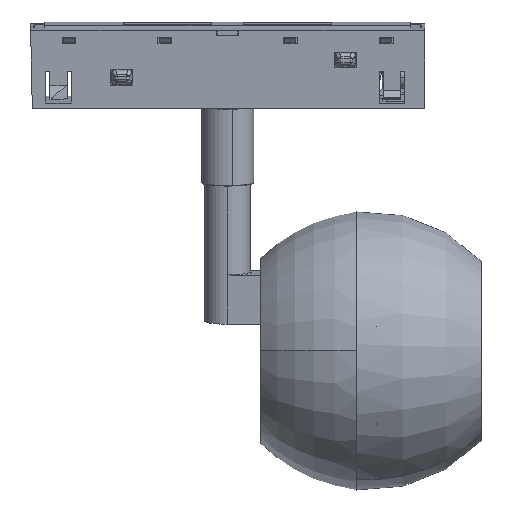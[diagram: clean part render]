
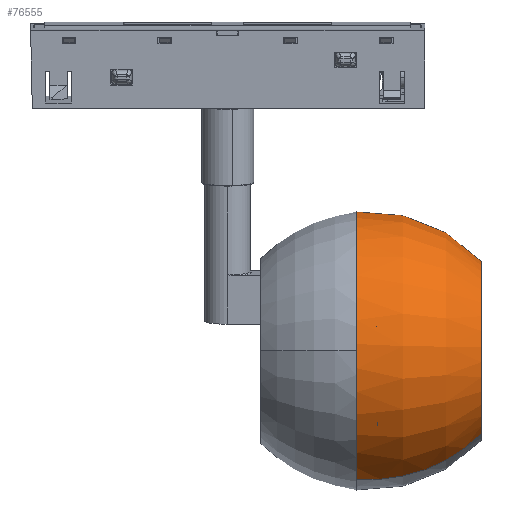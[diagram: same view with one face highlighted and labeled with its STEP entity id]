
A CAD part, left-side view. The second image highlights one B-rep face of the part: STEP entity #76555.
In plain terms, the highlighted toroidal (fillet/blend) face has major radius 2.95 mm and minor radius 43 mm.
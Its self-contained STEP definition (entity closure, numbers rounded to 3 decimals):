
#5927 = CIRCLE ( 'NONE', #21632, 43. ) ;
#7189 = DIRECTION ( 'NONE',  ( 0., 0., -1. ) ) ;
#15152 = VERTEX_POINT ( 'NONE', #22177 ) ;
#16972 = AXIS2_PLACEMENT_3D ( 'NONE', #51129, #7189, #58422 ) ;
#18354 = CARTESIAN_POINT ( 'NONE',  ( 2.95, 0., -34.313 ) ) ;
#18709 = CARTESIAN_POINT ( 'NONE',  ( -2.95, 0., -34.313 ) ) ;
#19505 = DIRECTION ( 'NONE',  ( 0., 0., -1. ) ) ;
#21632 = AXIS2_PLACEMENT_3D ( 'NONE', #18709, #69854, #26077 ) ;
#22177 = CARTESIAN_POINT ( 'NONE',  ( -25.65, 0., -2.203 ) ) ;
#23942 = ORIENTED_EDGE ( 'NONE', *, *, #52360, .F. ) ;
#25724 = DIRECTION ( 'NONE',  ( 0., 0., -1. ) ) ;
#26077 = DIRECTION ( 'NONE',  ( -1., 0., 0. ) ) ;
#29317 = CARTESIAN_POINT ( 'NONE',  ( 25.65, 0., -2.203 ) ) ;
#30125 = CARTESIAN_POINT ( 'NONE',  ( -39.9, 0., -37.903 ) ) ;
#33247 = ORIENTED_EDGE ( 'NONE', *, *, #43968, .T. ) ;
#33724 = CIRCLE ( 'NONE', #16972, 39.9 ) ;
#34834 = EDGE_CURVE ( 'NONE', #90509, #54753, #33724, .T. ) ;
#38326 = FACE_OUTER_BOUND ( 'NONE', #76855, .T. ) ;
#42376 = CARTESIAN_POINT ( 'NONE',  ( 0., 0., -2.203 ) ) ;
#43968 = EDGE_CURVE ( 'NONE', #88885, #15152, #58035, .T. ) ;
#48991 = DIRECTION ( 'NONE',  ( -1., 0., 0. ) ) ;
#49714 = DIRECTION ( 'NONE',  ( -1., 0., 0. ) ) ;
#51129 = CARTESIAN_POINT ( 'NONE',  ( 0., 0., -37.903 ) ) ;
#52360 = EDGE_CURVE ( 'NONE', #88885, #90509, #5927, .T. ) ;
#54753 = VERTEX_POINT ( 'NONE', #30125 ) ;
#58035 = CIRCLE ( 'NONE', #74432, 25.65 ) ;
#58422 = DIRECTION ( 'NONE',  ( -1., 0., 0. ) ) ;
#59002 = ORIENTED_EDGE ( 'NONE', *, *, #34834, .F. ) ;
#59006 = EDGE_CURVE ( 'NONE', #15152, #54753, #82281, .T. ) ;
#59536 = ORIENTED_EDGE ( 'NONE', *, *, #59006, .T. ) ;
#69488 = DIRECTION ( 'NONE',  ( 0., -1., 0. ) ) ;
#69794 = AXIS2_PLACEMENT_3D ( 'NONE', #18354, #69488, #25724 ) ;
#69854 = DIRECTION ( 'NONE',  ( 0., 1., 0. ) ) ;
#74432 = AXIS2_PLACEMENT_3D ( 'NONE', #42376, #93269, #49714 ) ;
#76555 = ADVANCED_FACE ( 'NONE', ( #38326 ), #91850, .T. ) ;
#76855 = EDGE_LOOP ( 'NONE', ( #23942, #33247, #59536, #59002 ) ) ;
#82281 = CIRCLE ( 'NONE', #69794, 43. ) ;
#82607 = AXIS2_PLACEMENT_3D ( 'NONE', #92547, #19505, #48991 ) ;
#84342 = CARTESIAN_POINT ( 'NONE',  ( 39.9, 0., -37.903 ) ) ;
#88885 = VERTEX_POINT ( 'NONE', #29317 ) ;
#90509 = VERTEX_POINT ( 'NONE', #84342 ) ;
#91850 = TOROIDAL_SURFACE ( 'NONE', #82607, -2.95, 43. ) ;
#92547 = CARTESIAN_POINT ( 'NONE',  ( 0., 0., -34.313 ) ) ;
#93269 = DIRECTION ( 'NONE',  ( 0., 0., -1. ) ) ;
